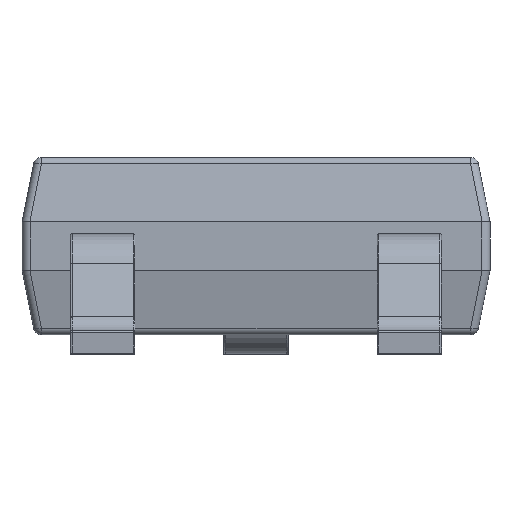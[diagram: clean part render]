
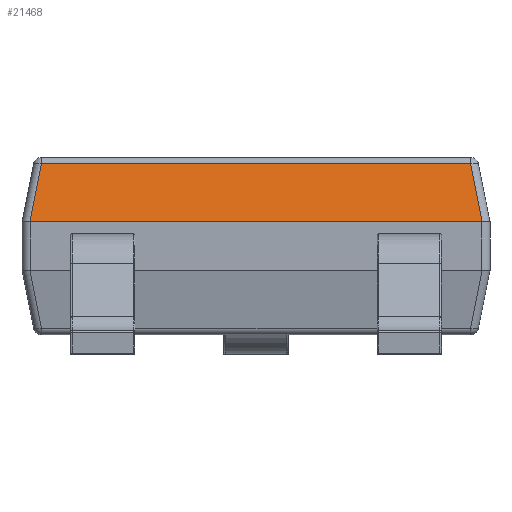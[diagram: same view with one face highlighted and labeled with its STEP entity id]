
A CAD part, left-side view. The second image highlights one B-rep face of the part: STEP entity #21468.
In plain terms, the highlighted planar face has unit normal (-0.981, 0, 0.196).
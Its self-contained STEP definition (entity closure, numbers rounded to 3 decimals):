
#36 = EDGE_CURVE ( 'NONE', #11262, #25040, #19354, .T. ) ;
#425 = CARTESIAN_POINT ( 'NONE',  ( -0.8, -1.401, 0.8 ) ) ;
#644 = VECTOR ( 'NONE', #4759, 1000. ) ;
#949 = VECTOR ( 'NONE', #3575, 1000. ) ;
#1207 = VERTEX_POINT ( 'NONE', #29663 ) ;
#2749 = LINE ( 'NONE', #23665, #644 ) ;
#3475 = PLANE ( 'NONE',  #22164 ) ;
#3575 = DIRECTION ( 'NONE',  ( -0.192, 0.192, -0.962 ) ) ;
#3638 = VECTOR ( 'NONE', #26947, 1000. ) ;
#3971 = CARTESIAN_POINT ( 'NONE',  ( -0.728, 0., 1.16 ) ) ;
#4759 = DIRECTION ( 'NONE',  ( 0., 1., 0. ) ) ;
#7225 = CARTESIAN_POINT ( 'NONE',  ( -0.8, -1.4, 0.8 ) ) ;
#7711 = EDGE_CURVE ( 'NONE', #1207, #27930, #25061, .T. ) ;
#7750 = CARTESIAN_POINT ( 'NONE',  ( -0.8, 1.401, 0.8 ) ) ;
#8091 = CARTESIAN_POINT ( 'NONE',  ( -0.8, 1.4, 0.8 ) ) ;
#10330 = LINE ( 'NONE', #15415, #3638 ) ;
#11262 = VERTEX_POINT ( 'NONE', #23415 ) ;
#11778 = ORIENTED_EDGE ( 'NONE', *, *, #20820, .T. ) ;
#12326 = CARTESIAN_POINT ( 'NONE',  ( -0.8, -1.4, 0.8 ) ) ;
#12418 = CARTESIAN_POINT ( 'NONE',  ( -0.8, -1.401, 0.8 ) ) ;
#12887 = CARTESIAN_POINT ( 'NONE',  ( -0.8, 1.401, 0.8 ) ) ;
#12912 = DIRECTION ( 'NONE',  ( -0.981, 0., 0.196 ) ) ;
#15086 = DIRECTION ( 'NONE',  ( 0., 1., 0. ) ) ;
#15191 = LINE ( 'NONE', #29017, #949 ) ;
#15378 = FACE_OUTER_BOUND ( 'NONE', #27256, .T. ) ;
#15415 = CARTESIAN_POINT ( 'NONE',  ( -0.671, -1.272, 1.445 ) ) ;
#17949 = VERTEX_POINT ( 'NONE', #19742 ) ;
#18883 = CARTESIAN_POINT ( 'NONE',  ( -0.728, 1.329, 1.16 ) ) ;
#19073 = EDGE_CURVE ( 'NONE', #25040, #1207, #10330, .T. ) ;
#19240 = ORIENTED_EDGE ( 'NONE', *, *, #28702, .F. ) ;
#19354 =( BOUNDED_CURVE ( )  B_SPLINE_CURVE ( 3, ( #12326, #7225, #425, #23648 ),
 .UNSPECIFIED., .F., .F. ) 
 B_SPLINE_CURVE_WITH_KNOTS ( ( 4, 4 ),
 ( 0., 0.019 ),
 .UNSPECIFIED. ) 
 CURVE ( )  GEOMETRIC_REPRESENTATION_ITEM ( )  RATIONAL_B_SPLINE_CURVE ( ( 1., 1., 1., 1. ) ) 
 REPRESENTATION_ITEM ( '' )  );
#19742 = CARTESIAN_POINT ( 'NONE',  ( -0.8, 1.4, 0.8 ) ) ;
#20820 = EDGE_CURVE ( 'NONE', #27930, #24337, #15191, .T. ) ;
#21122 = ORIENTED_EDGE ( 'NONE', *, *, #29913, .T. ) ;
#21468 = ADVANCED_FACE ( 'NONE', ( #15378 ), #3475, .T. ) ;
#22105 = CARTESIAN_POINT ( 'NONE',  ( -0.8, 1.401, 0.8 ) ) ;
#22164 = AXIS2_PLACEMENT_3D ( 'NONE', #24867, #12912, #15086 ) ;
#23415 = CARTESIAN_POINT ( 'NONE',  ( -0.8, -1.4, 0.8 ) ) ;
#23648 = CARTESIAN_POINT ( 'NONE',  ( -0.8, -1.401, 0.8 ) ) ;
#23665 = CARTESIAN_POINT ( 'NONE',  ( -0.8, 1.45, 0.8 ) ) ;
#24337 = VERTEX_POINT ( 'NONE', #7750 ) ;
#24526 = CARTESIAN_POINT ( 'NONE',  ( -0.8, 1.4, 0.8 ) ) ;
#24867 = CARTESIAN_POINT ( 'NONE',  ( -0.72, 0., 1.2 ) ) ;
#25040 = VERTEX_POINT ( 'NONE', #12418 ) ;
#25061 = LINE ( 'NONE', #3971, #30280 ) ;
#26947 = DIRECTION ( 'NONE',  ( 0.192, 0.192, 0.962 ) ) ;
#26949 = DIRECTION ( 'NONE',  ( 0., 1., 0. ) ) ;
#27256 = EDGE_LOOP ( 'NONE', ( #11778, #21122, #19240, #29397, #29271, #28727 ) ) ;
#27930 = VERTEX_POINT ( 'NONE', #18883 ) ;
#28702 = EDGE_CURVE ( 'NONE', #11262, #17949, #2749, .T. ) ;
#28727 = ORIENTED_EDGE ( 'NONE', *, *, #7711, .T. ) ;
#29017 = CARTESIAN_POINT ( 'NONE',  ( -0.671, 1.272, 1.445 ) ) ;
#29249 =( BOUNDED_CURVE ( )  B_SPLINE_CURVE ( 3, ( #12887, #22105, #8091, #24526 ),
 .UNSPECIFIED., .F., .F. ) 
 B_SPLINE_CURVE_WITH_KNOTS ( ( 4, 4 ),
 ( 6.264, 6.283 ),
 .UNSPECIFIED. ) 
 CURVE ( )  GEOMETRIC_REPRESENTATION_ITEM ( )  RATIONAL_B_SPLINE_CURVE ( ( 1., 1., 1., 1. ) ) 
 REPRESENTATION_ITEM ( '' )  );
#29271 = ORIENTED_EDGE ( 'NONE', *, *, #19073, .T. ) ;
#29397 = ORIENTED_EDGE ( 'NONE', *, *, #36, .T. ) ;
#29663 = CARTESIAN_POINT ( 'NONE',  ( -0.728, -1.329, 1.16 ) ) ;
#29913 = EDGE_CURVE ( 'NONE', #24337, #17949, #29249, .T. ) ;
#30280 = VECTOR ( 'NONE', #26949, 1000. ) ;
